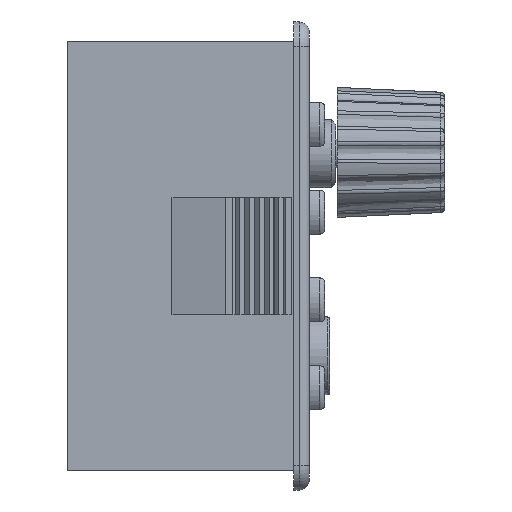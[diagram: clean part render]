
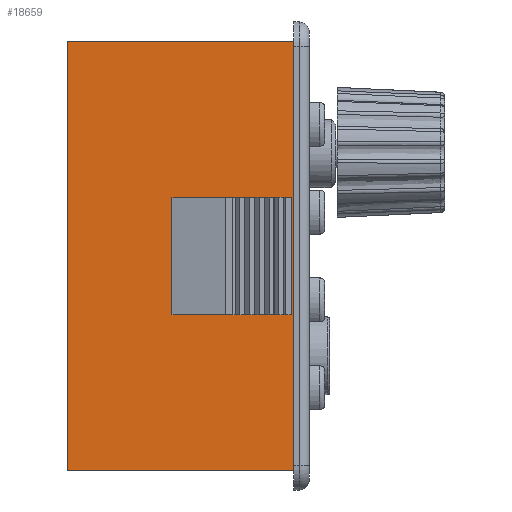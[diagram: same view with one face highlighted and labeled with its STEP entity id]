
A CAD part, left-side view. The second image highlights one B-rep face of the part: STEP entity #18659.
In plain terms, the highlighted planar face has unit normal (-1, 0, 0).
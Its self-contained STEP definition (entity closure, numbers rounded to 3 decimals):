
#1727=FACE_BOUND('',#3047,.T.);
#1973=FACE_OUTER_BOUND('',#3046,.T.);
#3046=EDGE_LOOP('',(#13322,#13323,#13324,#13325));
#3047=EDGE_LOOP('',(#13326,#13327,#13328,#13329));
#4127=LINE('',#26819,#6027);
#4133=LINE('',#26831,#6033);
#4135=LINE('',#26835,#6035);
#4179=LINE('',#26922,#6079);
#4579=LINE('',#27720,#6479);
#4580=LINE('',#27722,#6480);
#4581=LINE('',#27724,#6481);
#4582=LINE('',#27725,#6482);
#6027=VECTOR('',#21619,10.);
#6033=VECTOR('',#21629,10.);
#6035=VECTOR('',#21633,10.);
#6079=VECTOR('',#21721,10.);
#6479=VECTOR('',#22405,10.);
#6480=VECTOR('',#22406,10.);
#6481=VECTOR('',#22407,10.);
#6482=VECTOR('',#22408,10.);
#7903=VERTEX_POINT('',#26816);
#7904=VERTEX_POINT('',#26818);
#7908=VERTEX_POINT('',#26830);
#7909=VERTEX_POINT('',#26834);
#8185=VERTEX_POINT('',#27718);
#8186=VERTEX_POINT('',#27719);
#8187=VERTEX_POINT('',#27721);
#8188=VERTEX_POINT('',#27723);
#9662=EDGE_CURVE('',#7904,#7903,#4127,.T.);
#9668=EDGE_CURVE('',#7908,#7904,#4133,.T.);
#9670=EDGE_CURVE('',#7903,#7909,#4135,.T.);
#9714=EDGE_CURVE('',#7909,#7908,#4179,.T.);
#10114=EDGE_CURVE('',#8185,#8186,#4579,.T.);
#10115=EDGE_CURVE('',#8185,#8187,#4580,.T.);
#10116=EDGE_CURVE('',#8188,#8187,#4581,.T.);
#10117=EDGE_CURVE('',#8186,#8188,#4582,.T.);
#13322=ORIENTED_EDGE('',*,*,#10114,.F.);
#13323=ORIENTED_EDGE('',*,*,#10115,.T.);
#13324=ORIENTED_EDGE('',*,*,#10116,.F.);
#13325=ORIENTED_EDGE('',*,*,#10117,.F.);
#13326=ORIENTED_EDGE('',*,*,#9662,.T.);
#13327=ORIENTED_EDGE('',*,*,#9670,.T.);
#13328=ORIENTED_EDGE('',*,*,#9714,.T.);
#13329=ORIENTED_EDGE('',*,*,#9668,.T.);
#17966=PLANE('',#19999);
#18659=ADVANCED_FACE('',(#1973,#1727),#17966,.T.);
#19999=AXIS2_PLACEMENT_3D('',#27717,#22403,#22404);
#21619=DIRECTION('',(0.,1.,0.));
#21629=DIRECTION('',(0.,0.,-1.));
#21633=DIRECTION('',(0.,0.,1.));
#21721=DIRECTION('',(0.,-1.,0.));
#22403=DIRECTION('center_axis',(-1.,0.,0.));
#22404=DIRECTION('ref_axis',(0.,0.,1.));
#22405=DIRECTION('',(0.,0.,-1.));
#22406=DIRECTION('',(0.,1.,0.));
#22407=DIRECTION('',(0.,0.,1.));
#22408=DIRECTION('',(0.,1.,0.));
#26816=CARTESIAN_POINT('',(0.,12.468,16.));
#26818=CARTESIAN_POINT('',(0.,11.668,16.));
#26819=CARTESIAN_POINT('',(0.,3.18,16.));
#26830=CARTESIAN_POINT('',(0.,11.668,28.));
#26831=CARTESIAN_POINT('',(0.,11.668,11.));
#26834=CARTESIAN_POINT('',(0.,12.468,28.));
#26835=CARTESIAN_POINT('',(0.,12.468,11.));
#26922=CARTESIAN_POINT('',(0.,3.18,28.));
#27717=CARTESIAN_POINT('Origin',(0.,0.,0.));
#27718=CARTESIAN_POINT('',(0.,0.,44.));
#27719=CARTESIAN_POINT('',(0.,0.,0.));
#27720=CARTESIAN_POINT('',(0.,0.,11.));
#27721=CARTESIAN_POINT('',(0.,23.2,44.));
#27722=CARTESIAN_POINT('',(0.,0.,44.));
#27723=CARTESIAN_POINT('',(0.,23.2,0.));
#27724=CARTESIAN_POINT('',(0.,23.2,44.));
#27725=CARTESIAN_POINT('',(0.,0.,0.));
